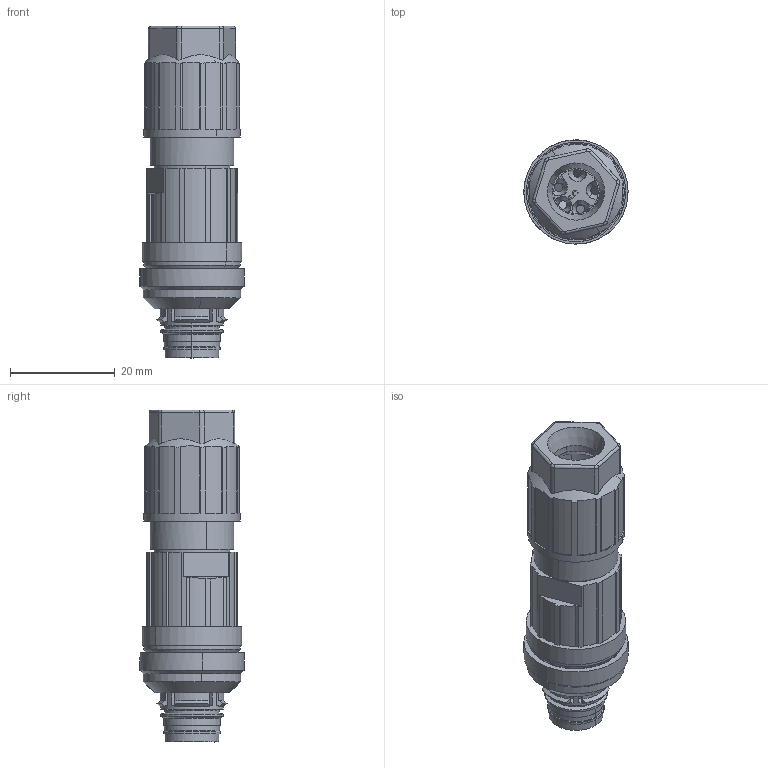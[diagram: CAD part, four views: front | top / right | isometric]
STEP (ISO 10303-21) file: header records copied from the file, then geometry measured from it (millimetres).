
FILE_DESCRIPTION(('CATIA V5 STEP Exchange','CAx-IF Rec.Pracs.--- Model Styling and Organization---1.5--- 2016-08-15','CAx-IF Rec.Pracs.---Supplemental Geometry---1.0---2011-11-01','CAx-IF Rec.Pracs.--- Composite Materials ---1.1---2010-07-15'),'2;1');
FILE_NAME ('2176746-2_0', '2025-06-16T12:23:36+00:00', ('none'), ('Weidmueller'), 'CATIA Version 5-6 Release 2022 SP4 HF5', 'CATIA V5 STEP AP214 v3', 'none');
FILE_SCHEMA(('AUTOMOTIVE_DESIGN { 1 0 10303 214 1 1 1 1 }'));
Length unit declared in the file: millimetre
Products named in the file (1): 3153330000
Bounding box: 19.89 x 19.9 x 63.4 mm (x, y, z)
Volume: 10169.9 mm3; surface area: 7918.3 mm2
Topology: 1 solids, 1 shells, 709 faces, 2099 edges, 1410 vertices
Faces by surface type: plane 341, cylinder 176, extrusion 112, cone 74, torus 6
Entity records: 25672 total; most frequent: CARTESIAN_POINT 7992, ORIENTED_EDGE 4198, DIRECTION 2337, EDGE_CURVE 2099, VERTEX_POINT 1410, VECTOR 1176, LINE 1064, AXIS2_PLACEMENT_3D 798
